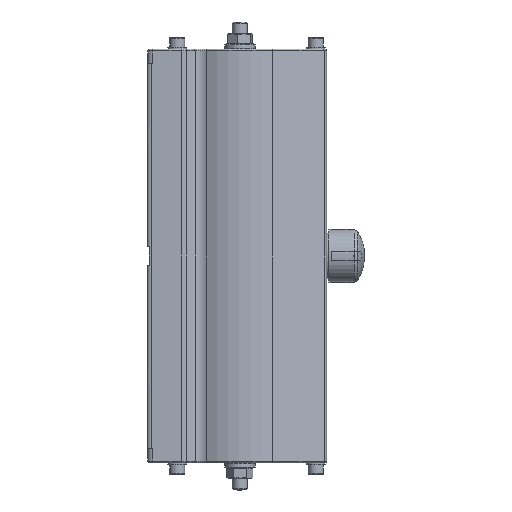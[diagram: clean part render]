
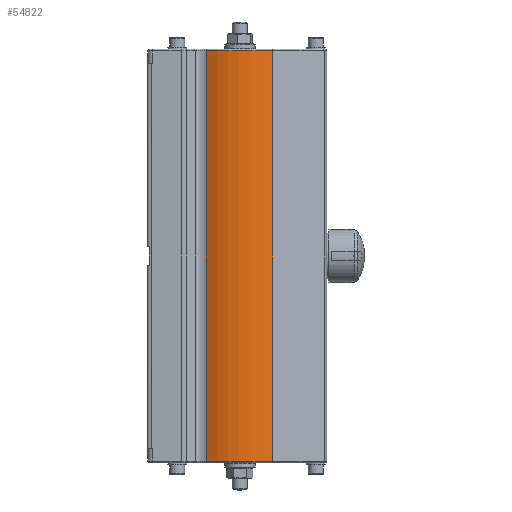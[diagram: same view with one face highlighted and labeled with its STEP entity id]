
A CAD part, front view. The second image highlights one B-rep face of the part: STEP entity #54822.
In plain terms, the highlighted cylindrical face has radius 77 mm (diameter 154 mm), a partial arc.
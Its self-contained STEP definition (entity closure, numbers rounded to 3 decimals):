
#4572=LINE('',#108386,#7228);
#4573=LINE('',#108388,#7229);
#7228=VECTOR('',#73081,10.);
#7229=VECTOR('',#73084,10.);
#9284=CYLINDRICAL_SURFACE('',#60235,77.);
#12661=FACE_OUTER_BOUND('',#16447,.T.);
#16447=EDGE_LOOP('',(#44179,#44180,#44181,#44182));
#18375=CIRCLE('',#57392,77.);
#18709=CIRCLE('',#58048,77.);
#22128=VERTEX_POINT('',#85433);
#22129=VERTEX_POINT('',#85437);
#22701=VERTEX_POINT('',#90752);
#22703=VERTEX_POINT('',#90758);
#27535=EDGE_CURVE('',#22129,#22128,#18375,.T.);
#28489=EDGE_CURVE('',#22703,#22701,#18709,.T.);
#31142=EDGE_CURVE('',#22128,#22703,#4572,.T.);
#31143=EDGE_CURVE('',#22129,#22701,#4573,.T.);
#44179=ORIENTED_EDGE('',*,*,#31143,.T.);
#44180=ORIENTED_EDGE('',*,*,#28489,.F.);
#44181=ORIENTED_EDGE('',*,*,#31142,.F.);
#44182=ORIENTED_EDGE('',*,*,#27535,.F.);
#54822=ADVANCED_FACE('',(#12661),#9284,.T.);
#57392=AXIS2_PLACEMENT_3D('',#85439,#66280,#66281);
#58048=AXIS2_PLACEMENT_3D('',#90760,#67996,#67997);
#60235=AXIS2_PLACEMENT_3D('',#108387,#73082,#73083);
#66280=DIRECTION('center_axis',(0.,0.,
1.));
#66281=DIRECTION('ref_axis',(-0.007,-1.,0.));
#67996=DIRECTION('center_axis',(0.,0.,
-1.));
#67997=DIRECTION('ref_axis',(-0.007,-1.,0.));
#73081=DIRECTION('',(0.,0.,-1.));
#73082=DIRECTION('center_axis',(0.,0.,
1.));
#73083=DIRECTION('ref_axis',(-1.,0.,0.));
#73084=DIRECTION('',(0.,0.,-1.));
#85433=CARTESIAN_POINT('',(23.521,184.652,72.082));
#85437=CARTESIAN_POINT('',(-46.903,185.114,72.082));
#85439=CARTESIAN_POINT('Origin',(-11.241,253.358,72.082));
#90752=CARTESIAN_POINT('',(-46.903,185.114,-359.918));
#90758=CARTESIAN_POINT('',(23.521,184.652,-359.918));
#90760=CARTESIAN_POINT('Origin',(-11.241,253.358,-359.918));
#108386=CARTESIAN_POINT('',(23.521,184.652,74.082));
#108387=CARTESIAN_POINT('Origin',(-11.241,253.358,-346.918));
#108388=CARTESIAN_POINT('',(-46.903,185.114,74.082));
